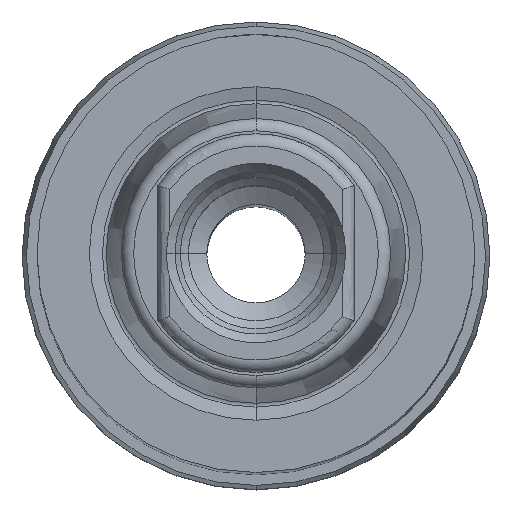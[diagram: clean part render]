
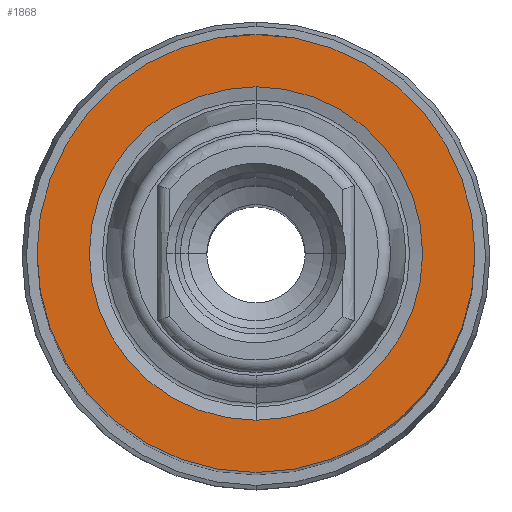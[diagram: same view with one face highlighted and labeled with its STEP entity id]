
A CAD part, top view. The second image highlights one B-rep face of the part: STEP entity #1868.
In plain terms, the highlighted planar face has unit normal (0, 0, 1).
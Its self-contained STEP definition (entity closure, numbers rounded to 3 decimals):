
#751=CARTESIAN_POINT('',(0.,0.,0.));
#752=DIRECTION('',(0.,0.,-1.));
#753=DIRECTION('',(0.,-1.,0.));
#754=AXIS2_PLACEMENT_3D('',#751,#752,#753);
#773=CARTESIAN_POINT('',(0.,0.,0.));
#774=DIRECTION('',(0.,0.,1.));
#775=DIRECTION('',(0.,-1.,0.));
#776=AXIS2_PLACEMENT_3D('',#773,#774,#775);
#781=CARTESIAN_POINT('',(0.,0.,0.));
#782=DIRECTION('',(0.,0.,1.));
#783=DIRECTION('',(0.,-1.,0.));
#784=AXIS2_PLACEMENT_3D('',#781,#782,#783);
#789=CARTESIAN_POINT('',(0.,0.,0.));
#790=DIRECTION('',(0.,0.,-1.));
#791=DIRECTION('',(0.,-1.,0.));
#792=AXIS2_PLACEMENT_3D('',#789,#790,#791);
#1089=CARTESIAN_POINT('',(0.,-6.776,0.));
#1091=VERTEX_POINT('',#1089);
#1099=CARTESIAN_POINT('',(0.,6.776,0.));
#1101=VERTEX_POINT('',#1099);
#1109=CARTESIAN_POINT('',(0.,-8.9,0.));
#1110=CARTESIAN_POINT('',(0.,8.9,0.));
#1111=VERTEX_POINT('',#1109);
#1112=VERTEX_POINT('',#1110);
#1853=CARTESIAN_POINT('',(0.,0.,0.));
#1854=DIRECTION('',(0.,0.,-1.));
#1855=DIRECTION('',(0.,1.,0.));
#1856=AXIS2_PLACEMENT_3D('',#1853,#1854,#1855);
#1857=PLANE('',#1856);
#1859=ORIENTED_EDGE('',*,*,#1858,.F.);
#1861=ORIENTED_EDGE('',*,*,#1860,.T.);
#1862=EDGE_LOOP('',(#1859,#1861));
#1863=FACE_OUTER_BOUND('',#1862,.F.);
#1864=ORIENTED_EDGE('',*,*,#1832,.F.);
#1865=ORIENTED_EDGE('',*,*,#1848,.T.);
#1866=EDGE_LOOP('',(#1864,#1865));
#1867=FACE_BOUND('',#1866,.F.);
#755=CIRCLE('',#754,6.776);
#777=CIRCLE('',#776,6.776);
#785=CIRCLE('',#784,8.9);
#793=CIRCLE('',#792,8.9);
#1832=EDGE_CURVE('',#1091,#1101,#755,.T.);
#1848=EDGE_CURVE('',#1091,#1101,#777,.T.);
#1858=EDGE_CURVE('',#1111,#1112,#785,.T.);
#1860=EDGE_CURVE('',#1111,#1112,#793,.T.);
#1868=ADVANCED_FACE('',(#1863,#1867),#1857,.F.);
